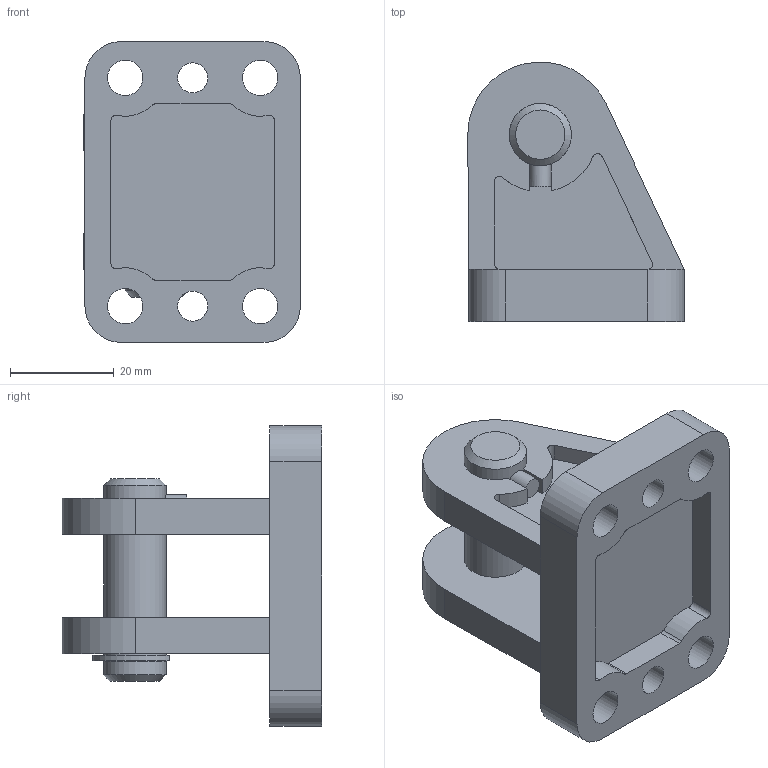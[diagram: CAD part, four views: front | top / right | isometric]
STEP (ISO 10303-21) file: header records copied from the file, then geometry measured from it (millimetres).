
FILE_DESCRIPTION(/* description */ ('STEP AP214'),/* implementation_level */ '2;1');
FILE_NAME(/* name */ '2078792_LBG-40-R3',/* time_stamp */ '2024-08-24T00:12:53+02:00',/* author */ ('License CC BY-ND 4.0'),/* organization */ ('CADENAS'),/* preprocessor_version */ 'ST-DEVELOPER v19.3',/* originating_system */ 'PARTsolutions',/* authorisation */ ' ');
FILE_SCHEMA (('AUTOMOTIVE_DESIGN {1 0 10303 214 3 1 1}'));
Length unit declared in the file: millimetre
Products named in the file (4): 2078792 LBG-40-R3; 2078792 LBG-40-R3---(L); 2028264 BO-12-029.0-D5; DIN-6799 8
Assembly tree (3 placements, depth 2):
  2078792 LBG-40-R3
    2078792 LBG-40-R3---(L)
    2028264 BO-12-029.0-D5
    DIN-6799 8
Bounding box: 41.75 x 49.98 x 58 mm (x, y, z)
Volume: 33425.4 mm3; surface area: 16579.8 mm2
Topology: 3 solids, 3 shells, 106 faces, 285 edges, 187 vertices
Faces by surface type: cylinder 60, plane 44, cone 2
Full cylindrical faces by diameter (mm): 4 x1, 5.8 x2, 6.8 x4, 8 x1, 12 x4
Entity records: 3406 total; most frequent: DIRECTION 610, CARTESIAN_POINT 572, ORIENTED_EDGE 536, EDGE_CURVE 268, AXIS2_PLACEMENT_3D 233, VERTEX_POINT 184, LINE 144, VECTOR 144
